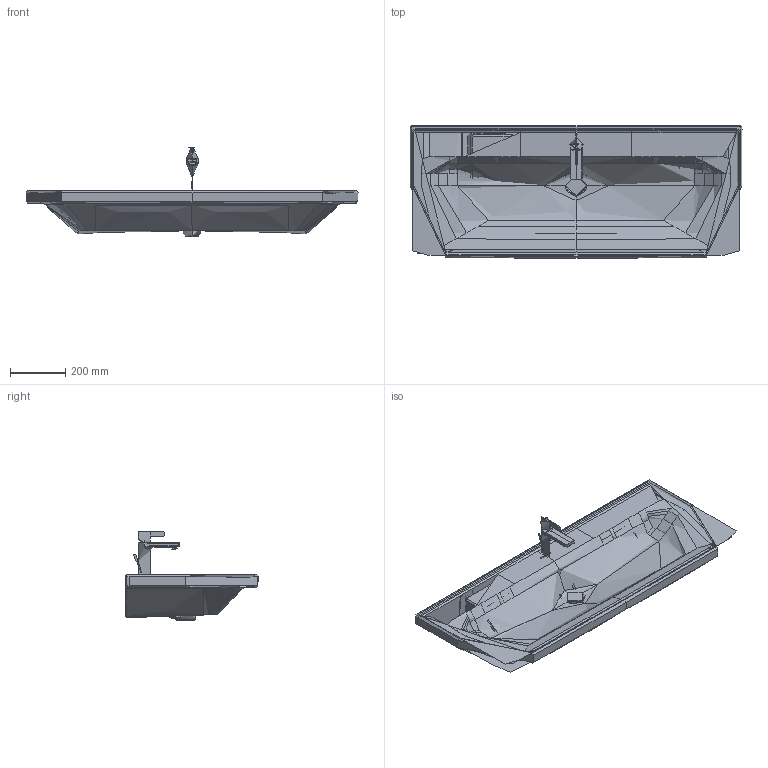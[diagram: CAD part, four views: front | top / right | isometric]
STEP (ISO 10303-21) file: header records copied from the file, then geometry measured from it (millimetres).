
FILE_DESCRIPTION(/* description */ (''),/* implementation_level */ '2;1');
FILE_NAME(/* name */ '236712',/* time_stamp */ '2022-11-30T08:06:58+01:00',/* author */ (''),/* organization */ (''),/* preprocessor_version */ 'ST-DEVELOPER v15',/* originating_system */ '',/* authorisation */ '');
FILE_SCHEMA (('AUTOMOTIVE_DESIGN'));
Length unit declared in the file: millimetre
Products named in the file (1): Document
Bounding box: 1204.1 x 480.23 x 323.47 mm (x, y, z)
Volume: 23479040.3 mm3; surface area: 1821876.9 mm2
Topology: 4 solids, 9 shells, 748 faces, 1834 edges, 1105 vertices
Faces by surface type: bspline 546, plane 202
Entity records: 122192 total; most frequent: CARTESIAN_POINT 110833, ORIENTED_EDGE 3626, EDGE_CURVE 1820, B_SPLINE_CURVE_WITH_KNOTS 1481, VERTEX_POINT 1105, EDGE_LOOP 785, ADVANCED_FACE 748, FACE_OUTER_BOUND 748
